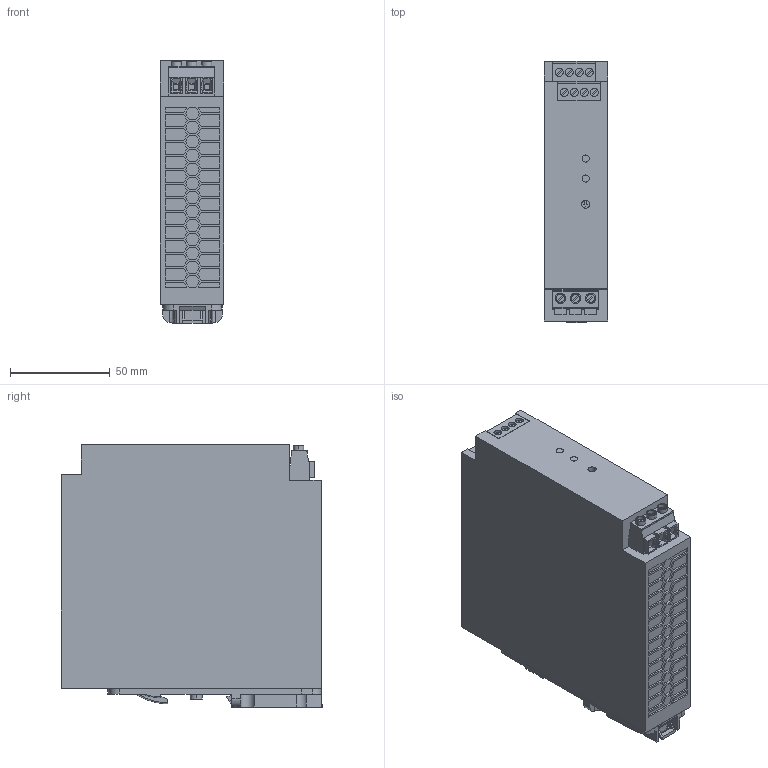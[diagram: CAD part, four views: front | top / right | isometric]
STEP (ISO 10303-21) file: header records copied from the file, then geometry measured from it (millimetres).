
FILE_DESCRIPTION(('Creo Elements/Direct Modeling STEP Export'),'2;1');
FILE_NAME('model.stp','2018-03-22T15:20:07',(''),(''),'Creo Elements/Direct Modeling STEP processor for AP214 (Solid Model)','Creo Elements/Direct Modeling 18.1I 14-Aug-2016 (C) Parametric Technology GmbH','');
FILE_SCHEMA(('AUTOMOTIVE_DESIGN { 1 0 10303 214 1 1 1 1 }'));
Length unit declared in the file: millimetre
Products named in the file (2): QUINT_PS_1AC_24DC_3.5-select
Assembly tree (1 placements, depth 2):
  QUINT_PS_1AC_24DC_3.5-select
    QUINT_PS_1AC_24DC_3.5-select
Bounding box: 32 x 130.65 x 131.6 mm (x, y, z)
Volume: 507470.6 mm3; surface area: 54312.8 mm2
Topology: 1 solids, 1 shells, 937 faces, 2437 edges, 1618 vertices
Faces by surface type: plane 844, cylinder 89, bspline 4
Entity records: 35923 total; most frequent: CARTESIAN_POINT 5425, ORIENTED_EDGE 4874, DIRECTION 4381, EDGE_CURVE 2437, VECTOR 2197, LINE 2197, VERTEX_POINT 1618, AXIS2_PLACEMENT_3D 1092
